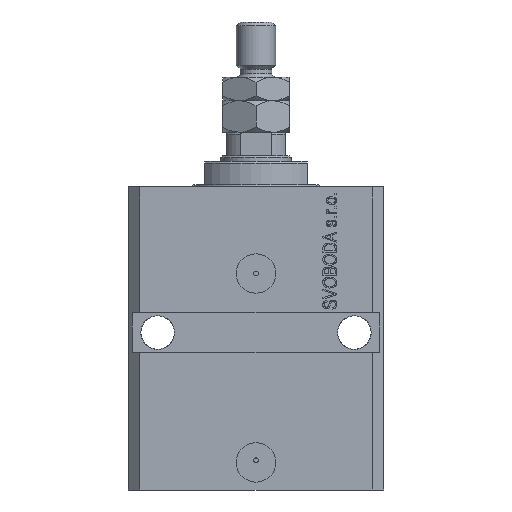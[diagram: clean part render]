
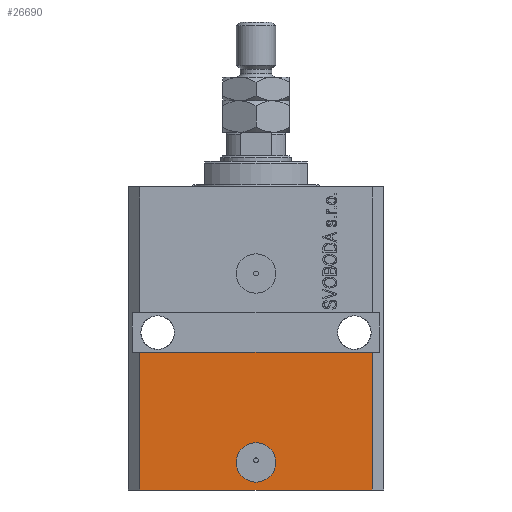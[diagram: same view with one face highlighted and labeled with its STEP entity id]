
A CAD part, front view. The second image highlights one B-rep face of the part: STEP entity #26690.
In plain terms, the highlighted planar face has unit normal (0, -1, 0).
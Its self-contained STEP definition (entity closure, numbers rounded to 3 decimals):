
#365 = VERTEX_POINT ( 'NONE', #42240 ) ;
#605 = VECTOR ( 'NONE', #18698, 1000. ) ;
#1015 = AXIS2_PLACEMENT_3D ( 'NONE', #11421, #48667, #44735 ) ;
#1545 = DIRECTION ( 'NONE',  ( 0., -1., 0. ) ) ;
#1875 = VERTEX_POINT ( 'NONE', #4849 ) ;
#4610 = CARTESIAN_POINT ( 'NONE',  ( -29.5, -22.5, -77. ) ) ;
#4849 = CARTESIAN_POINT ( 'NONE',  ( -5., -22.5, -70. ) ) ;
#5499 = CARTESIAN_POINT ( 'NONE',  ( -29.5, -22.5, -42. ) ) ;
#7422 = EDGE_LOOP ( 'NONE', ( #20662, #47566 ) ) ;
#7702 = ORIENTED_EDGE ( 'NONE', *, *, #35647, .T. ) ;
#8059 = CARTESIAN_POINT ( 'NONE',  ( -29.5, -22.5, -77. ) ) ;
#9103 = DIRECTION ( 'NONE',  ( 1., 0., 0. ) ) ;
#11421 = CARTESIAN_POINT ( 'NONE',  ( -29.5, -22.5, -77. ) ) ;
#12541 = EDGE_CURVE ( 'NONE', #13005, #28266, #30027, .T. ) ;
#12912 = VERTEX_POINT ( 'NONE', #42757 ) ;
#13005 = VERTEX_POINT ( 'NONE', #19585 ) ;
#14798 = VECTOR ( 'NONE', #33952, 1000. ) ;
#15390 = CIRCLE ( 'NONE', #17753, 5. ) ;
#15737 = LINE ( 'NONE', #30763, #21966 ) ;
#16830 = CARTESIAN_POINT ( 'NONE',  ( 0., -22.5, -70. ) ) ;
#17323 = DIRECTION ( 'NONE',  ( 1., 0., 0. ) ) ;
#17753 = AXIS2_PLACEMENT_3D ( 'NONE', #43140, #39925, #9103 ) ;
#18698 = DIRECTION ( 'NONE',  ( 0., 0., 1. ) ) ;
#19585 = CARTESIAN_POINT ( 'NONE',  ( -29.5, -22.5, -77. ) ) ;
#20662 = ORIENTED_EDGE ( 'NONE', *, *, #29907, .F. ) ;
#21966 = VECTOR ( 'NONE', #45821, 1000. ) ;
#22202 = EDGE_LOOP ( 'NONE', ( #36948, #37404, #48122, #7702 ) ) ;
#26195 = AXIS2_PLACEMENT_3D ( 'NONE', #16830, #1545, #17323 ) ;
#26215 = FACE_OUTER_BOUND ( 'NONE', #22202, .T. ) ;
#26690 = ADVANCED_FACE ( 'NONE', ( #29676, #26215 ), #40546, .T. ) ;
#28266 = VERTEX_POINT ( 'NONE', #5499 ) ;
#29676 = FACE_BOUND ( 'NONE', #7422, .T. ) ;
#29907 = EDGE_CURVE ( 'NONE', #45489, #1875, #37226, .T. ) ;
#30027 = LINE ( 'NONE', #4610, #605 ) ;
#30763 = CARTESIAN_POINT ( 'NONE',  ( -32.5, -22.5, -42. ) ) ;
#30971 = CARTESIAN_POINT ( 'NONE',  ( 29.5, -22.5, -77. ) ) ;
#33952 = DIRECTION ( 'NONE',  ( 1., 0., 0. ) ) ;
#35647 = EDGE_CURVE ( 'NONE', #365, #12912, #41858, .T. ) ;
#36387 = EDGE_CURVE ( 'NONE', #1875, #45489, #15390, .T. ) ;
#36948 = ORIENTED_EDGE ( 'NONE', *, *, #47197, .F. ) ;
#37226 = CIRCLE ( 'NONE', #26195, 5. ) ;
#37404 = ORIENTED_EDGE ( 'NONE', *, *, #12541, .F. ) ;
#38213 = VECTOR ( 'NONE', #41380, 1000. ) ;
#38380 = LINE ( 'NONE', #8059, #14798 ) ;
#39925 = DIRECTION ( 'NONE',  ( 0., -1., 0. ) ) ;
#40546 = PLANE ( 'NONE',  #1015 ) ;
#41380 = DIRECTION ( 'NONE',  ( 0., 0., 1. ) ) ;
#41805 = CARTESIAN_POINT ( 'NONE',  ( 5., -22.5, -70. ) ) ;
#41858 = LINE ( 'NONE', #30971, #38213 ) ;
#42240 = CARTESIAN_POINT ( 'NONE',  ( 29.5, -22.5, -77. ) ) ;
#42757 = CARTESIAN_POINT ( 'NONE',  ( 29.5, -22.5, -42. ) ) ;
#43140 = CARTESIAN_POINT ( 'NONE',  ( 0., -22.5, -70. ) ) ;
#44224 = EDGE_CURVE ( 'NONE', #13005, #365, #38380, .T. ) ;
#44735 = DIRECTION ( 'NONE',  ( 1., 0., 0. ) ) ;
#45489 = VERTEX_POINT ( 'NONE', #41805 ) ;
#45821 = DIRECTION ( 'NONE',  ( 1., 0., 0. ) ) ;
#47197 = EDGE_CURVE ( 'NONE', #28266, #12912, #15737, .T. ) ;
#47566 = ORIENTED_EDGE ( 'NONE', *, *, #36387, .F. ) ;
#48122 = ORIENTED_EDGE ( 'NONE', *, *, #44224, .T. ) ;
#48667 = DIRECTION ( 'NONE',  ( 0., -1., 0. ) ) ;
